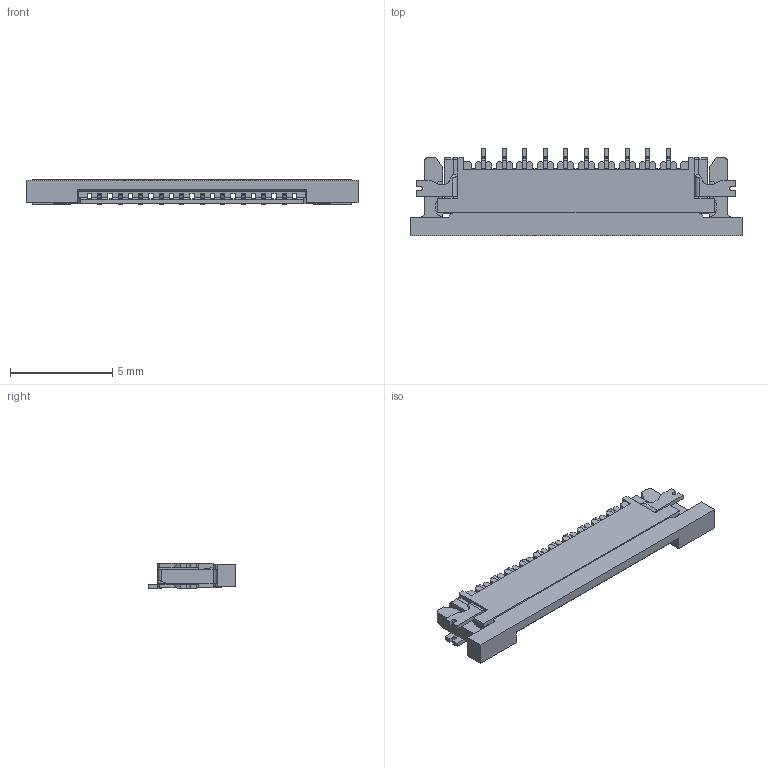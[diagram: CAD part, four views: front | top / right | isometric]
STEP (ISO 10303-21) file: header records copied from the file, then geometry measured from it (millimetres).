
FILE_DESCRIPTION(/* description */ ('Unknown'),/* implementation_level */ '2;1');
FILE_NAME(/* name */ '686110183522',/* time_stamp */ '2017-02-27T14:36:48+01:00',/* author */ ('Unknown'),/* organization */ ('Unknown'),/* preprocessor_version */ 'ST-DEVELOPER v16.7',/* originating_system */ 'DEX',/* authorisation */ $);
FILE_SCHEMA (('AUTOMOTIVE_DESIGN {1 0 10303 214 3 1 1}'));
Length unit declared in the file: millimetre
Products named in the file (6): 6861xx183522; 68x121183x22; 68X1XX183X22_Pin_Bottom; 68x121183x22_Actuator; 68X1XX183X22_Solder_Pad; 68X1xx183x22_Solder_Pad2
Assembly tree (14 placements, depth 2):
  6861xx183522
    68x121183x22
    68X1XX183X22_Pin_Bottom  x10
    68x121183x22_Actuator
    68X1XX183X22_Solder_Pad
    68X1xx183x22_Solder_Pad2
Bounding box: 16.2 x 4.25 x 1.25 mm (x, y, z)
Volume: 46 mm3; surface area: 367.7 mm2
Topology: 14 solids, 14 shells, 1156 faces, 3512 edges, 2302 vertices
Faces by surface type: plane 863, cylinder 291, bspline 2
Entity records: 28183 total; most frequent: ORIENTED_EDGE 5080, CARTESIAN_POINT 5049, DIRECTION 4506, EDGE_CURVE 2540, LINE 2220, VECTOR 2220, VERTEX_POINT 1654, AXIS2_PLACEMENT_3D 1143
